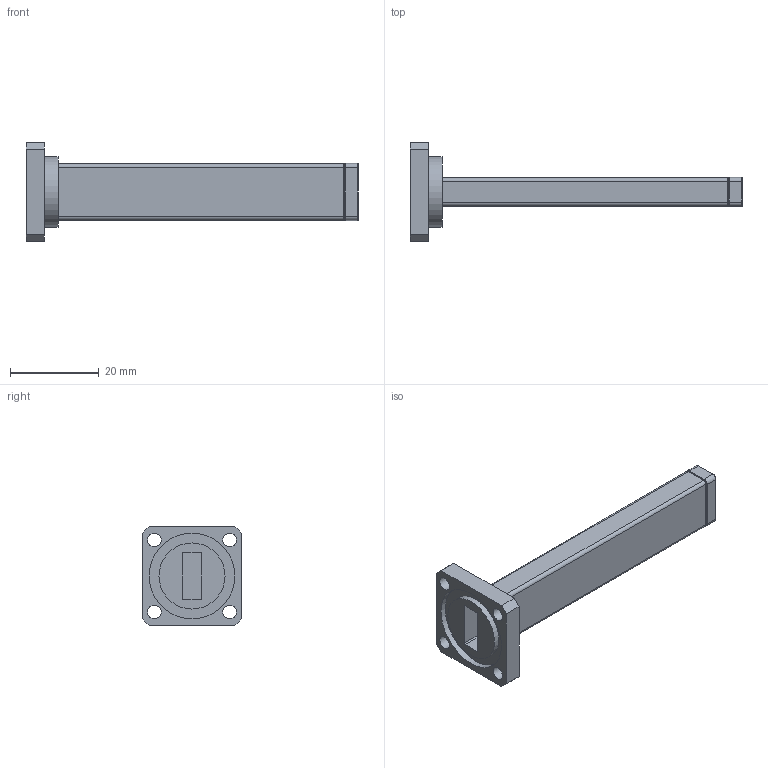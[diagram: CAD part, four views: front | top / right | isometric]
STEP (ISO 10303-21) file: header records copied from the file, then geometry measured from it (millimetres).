
FILE_DESCRIPTION (( 'STEP AP214' ), '1' );
FILE_NAME ('006520.STEP', '2020-11-22T22:12:18', ( '' ), ( '' ), 'SwSTEP 2.0', 'SolidWorks 2019', '' );
FILE_SCHEMA (( 'AUTOMOTIVE_DESIGN' ));
Length unit declared in the file: millimetre
Products named in the file (1): 006520
Bounding box: 75 x 22.4 x 22.4 mm (x, y, z)
Surface area: 4535.3 mm2 (no closed solid volume)
Topology: 0 solids, 3 shells, 74 faces, 189 edges, 122 vertices
Faces by surface type: plane 39, cylinder 23, cone 12
Full cylindrical faces by diameter (mm): 3.07 x4, 14.91 x1, 15.87 x1, 19.33 x1
Entity records: 2979 total; most frequent: DIRECTION 386, CARTESIAN_POINT 371, ORIENTED_EDGE 316, EDGE_CURVE 178, AXIS2_PLACEMENT_3D 133, LINE 120, VECTOR 120, VERTEX_POINT 118
